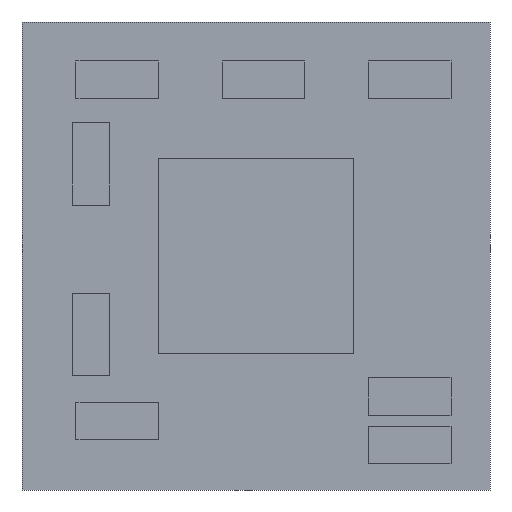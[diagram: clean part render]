
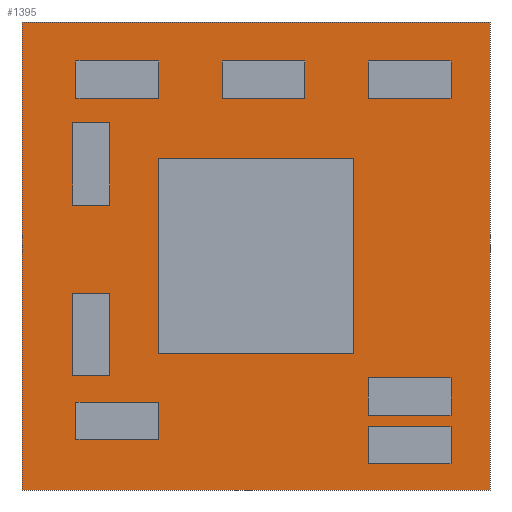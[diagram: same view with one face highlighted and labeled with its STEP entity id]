
A CAD part, left-side view. The second image highlights one B-rep face of the part: STEP entity #1395.
In plain terms, the highlighted planar face has unit normal (-1, 0, 0).
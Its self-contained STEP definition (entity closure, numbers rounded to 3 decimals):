
#66=PLANE('',#1510);
#169=FACE_OUTER_BOUND('',#262,.T.);
#262=EDGE_LOOP('',(#1142,#1143,#1144,#1145));
#382=LINE('',#2085,#563);
#385=LINE('',#2090,#566);
#387=LINE('',#2094,#568);
#389=LINE('',#2097,#570);
#563=VECTOR('',#1701,10.);
#566=VECTOR('',#1706,10.);
#568=VECTOR('',#1710,10.);
#570=VECTOR('',#1714,10.);
#731=VERTEX_POINT('',#2083);
#732=VERTEX_POINT('',#2084);
#733=VERTEX_POINT('',#2089);
#734=VERTEX_POINT('',#2093);
#876=EDGE_CURVE('',#731,#732,#382,.T.);
#879=EDGE_CURVE('',#732,#733,#385,.T.);
#881=EDGE_CURVE('',#733,#734,#387,.T.);
#883=EDGE_CURVE('',#734,#731,#389,.T.);
#1142=ORIENTED_EDGE('',*,*,#883,.T.);
#1143=ORIENTED_EDGE('',*,*,#876,.T.);
#1144=ORIENTED_EDGE('',*,*,#879,.T.);
#1145=ORIENTED_EDGE('',*,*,#881,.T.);
#1395=ADVANCED_FACE('',(#169),#66,.F.);
#1510=AXIS2_PLACEMENT_3D('',#2098,#1715,#1716);
#1701=DIRECTION('',(0.,-1.,0.));
#1706=DIRECTION('',(0.,0.,1.));
#1710=DIRECTION('',(0.,1.,0.));
#1714=DIRECTION('',(0.,0.,-1.));
#1715=DIRECTION('center_axis',(1.,0.,0.));
#1716=DIRECTION('ref_axis',(0.,0.,-1.));
#2083=CARTESIAN_POINT('',(1.5,6.8,-2.8));
#2084=CARTESIAN_POINT('',(1.5,-2.8,-2.8));
#2085=CARTESIAN_POINT('',(1.5,6.8,-2.8));
#2089=CARTESIAN_POINT('',(1.5,-2.8,6.8));
#2090=CARTESIAN_POINT('',(1.5,-2.8,-2.8));
#2093=CARTESIAN_POINT('',(1.5,6.8,6.8));
#2094=CARTESIAN_POINT('',(1.5,-2.8,6.8));
#2097=CARTESIAN_POINT('',(1.5,6.8,6.8));
#2098=CARTESIAN_POINT('Origin',(1.5,2.,2.));
